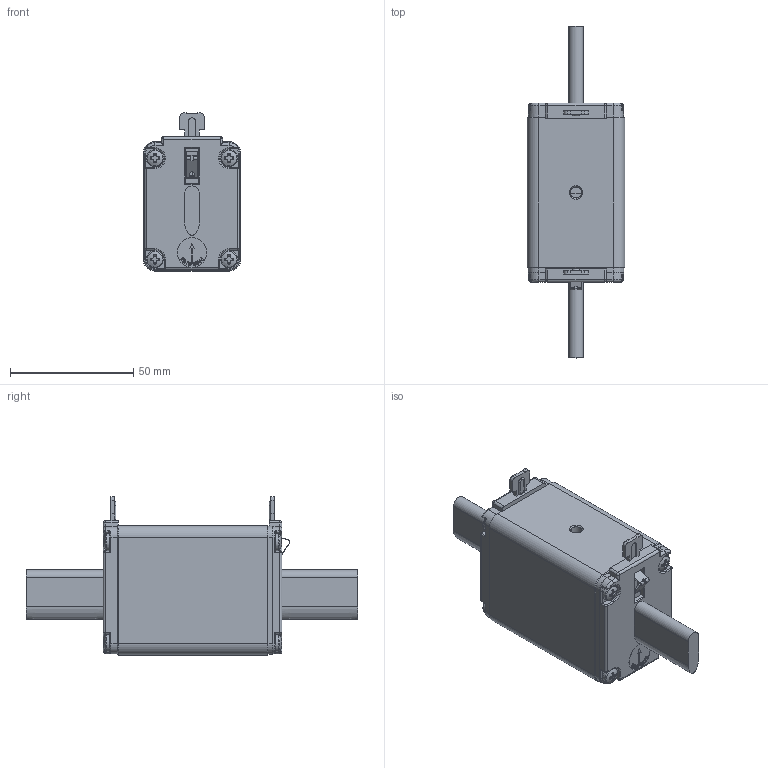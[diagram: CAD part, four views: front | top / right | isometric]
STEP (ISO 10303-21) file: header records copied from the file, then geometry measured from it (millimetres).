
FILE_DESCRIPTION(/* description */ (''),/* implementation_level */ '2;1');
FILE_NAME(/* name */ '1000408-A NH1 SGL.stp',/* time_stamp */ '2016-11-30T09:26:16+01:00',/* author */ (''),/* organization */ (''),/* preprocessor_version */ 'ST-DEVELOPER v16',/* originating_system */ 'SIEMENS PLM Software NX 10.0',/* authorisation */ '');
FILE_SCHEMA (('AUTOMOTIVE_DESIGN { 1 0 10303 214 3 1 1 1 }'));
Length unit declared in the file: millimetre
Products named in the file (1): dbou2C045E33eg9d
Bounding box: 39.5 x 134.5 x 64.05 mm (x, y, z)
Volume: 152005.8 mm3; surface area: 28435.1 mm2
Topology: 1 solids, 30 shells, 1136 faces, 2963 edges, 1918 vertices
Faces by surface type: plane 615, cylinder 234, extrusion 104, torus 69, cone 67, bspline 34, sphere 13
Full cylindrical faces by diameter (mm): 2.5 x4, 3.354 x8, 4 x8, 4.45 x1, 4.5 x3, 5.5 x1, 6 x4, 6.9 x8, 7 x1, 12 x1
Entity records: 39046 total; most frequent: CARTESIAN_POINT 11786, ORIENTED_EDGE 5614, DIRECTION 5260, EDGE_CURVE 2807, VERTEX_POINT 1858, VECTOR 1806, AXIS2_PLACEMENT_3D 1727, LINE 1702
